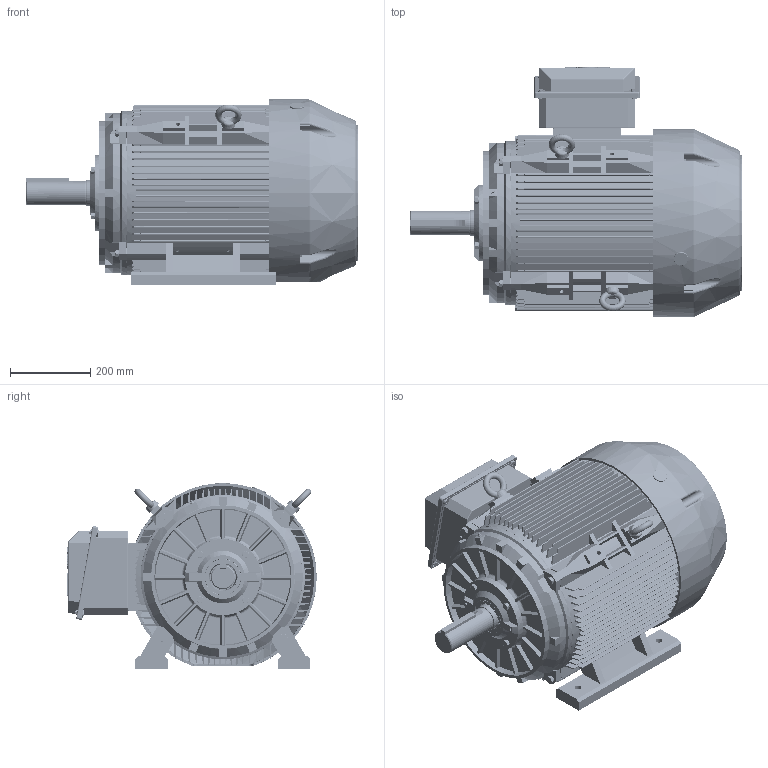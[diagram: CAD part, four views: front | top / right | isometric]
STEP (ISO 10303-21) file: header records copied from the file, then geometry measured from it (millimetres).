
FILE_DESCRIPTION (( 'STEP AP203' ), '1' );
FILE_NAME ('TFC 364T 俋倛芞F1 CFC.STEP', '2017-03-17T02:42:08', ( 'abc' ), ( '' ), 'SwSTEP 2.0', 'SolidWorks 2008', '' );
FILE_SCHEMA (( 'CONFIG_CONTROL_DESIGN' ));
Products named in the file (29): TC 225 轴承外盖DE_默认; TC 225 轴承内盖_默认; 扣塞_默认; M12-45_默认; M10-70_默认; 6313_默认; 364T转轴_默认; M6-10_默认; 320T-360T接线盒座垫_默认; 360T 平键_默认; TFC 364T 俋倛芞F1 CFC; TC 225 B3 端盖(后）_默认; TC 225 轴承外盖NDE_默认; TC 225 B3 端盖_默认; 油封65-90-10_默认; TC 225-4P 风叶_默认; 吊环M16_默认; 铜油嘴_默认; 10_默认; 12_默认; TFC 364T 机座_默认; 364T 转子_默认; 装配体3_默认; TFC360T-座(加高） _默认; NEMA 360接线盒座、盖垫_默认; TFC360T-盖_默认; 225后端盖螺栓_默认; TX 225铸铁风罩3_默认; hexagon head bolts-full thread gb_GB_FASTENER_BOLT_STBAB A M8X20-N
Assembly tree (53 placements, depth 3):
  TFC 364T 俋倛芞F1 CFC
    铜油嘴_默认
    TX 225铸铁风罩3_默认
    油封65-90-10_默认  x2
    吊环M16_默认  x2
    hexagon head bolts-full thread gb_GB_FASTENER_BOLT_STBAB A M8X20-N  x4
    12_默认  x4
    TC 225 轴承外盖DE_默认
    M12-45_默认  x4
    10_默认  x4
    225后端盖螺栓_默认  x4
    TC 225 轴承内盖_默认  x2
    TC 225 B3 端盖_默认
    360T 平键_默认
    扣塞_默认
    TC 225 B3 端盖(后）_默认
    TC 225 轴承外盖NDE_默认
    M10-70_默认  x4
    320T-360T接线盒座垫_默认
    364T 转子_默认
      6313_默认  x2
      364T转轴_默认
    装配体3_默认
      M6-10_默认  x4
      TFC360T-座(加高） _默认
      TFC360T-盖_默认
      NEMA 360接线盒座、盖垫_默认
    TFC 364T 机座_默认
    TC 225-4P 风叶_默认
Bounding box: 827.5 x 621.95 x 462.6 mm (x, y, z)
Volume: 22999276.8 mm3; surface area: 5329462.5 mm2
Topology: 52 solids, 52 shells, 5473 faces, 14595 edges, 9146 vertices
Faces by surface type: plane 2228, cylinder 1608, torus 853, cone 440, bspline 274, sphere 70
Entity records: 175903 total; most frequent: CARTESIAN_POINT 57269, ORIENTED_EDGE 24666, DIRECTION 23579, EDGE_CURVE 12333, AXIS2_PLACEMENT_3D 9000, VERTEX_POINT 7765, LINE 5579, VECTOR 5579
